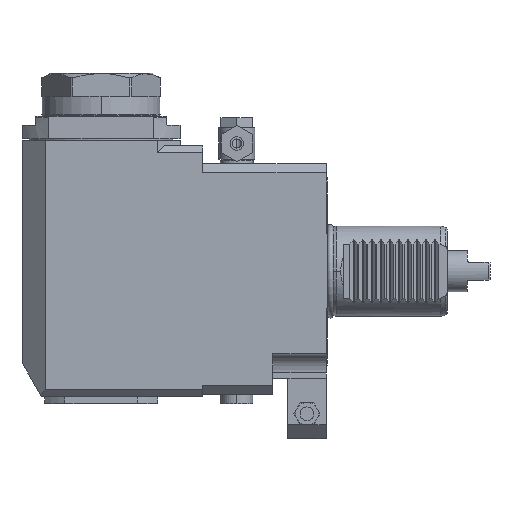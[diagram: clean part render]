
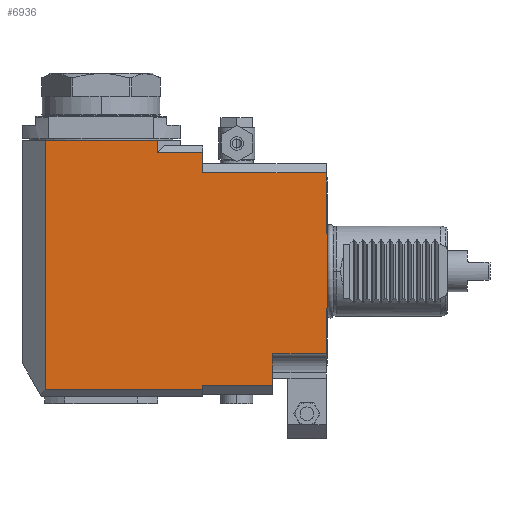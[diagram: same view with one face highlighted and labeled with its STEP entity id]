
A CAD part, front view. The second image highlights one B-rep face of the part: STEP entity #6936.
In plain terms, the highlighted planar face has unit normal (0, -1, 0).
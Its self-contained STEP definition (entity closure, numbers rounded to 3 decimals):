
#1171=DIRECTION('',(1.,0.,0.));
#1172=VECTOR('',#1171,69.812);
#1173=CARTESIAN_POINT('',(-124.812,-38.,-52.5));
#1174=LINE('',#1173,#1172);
#1191=DIRECTION('',(0.,0.,-1.));
#1192=VECTOR('',#1191,110.5);
#1193=CARTESIAN_POINT('',(-124.812,-38.,58.));
#1194=LINE('',#1193,#1192);
#1195=DIRECTION('',(1.,0.,0.));
#1196=VECTOR('',#1195,49.625);
#1197=CARTESIAN_POINT('',(-124.812,-38.,58.));
#1198=LINE('',#1197,#1196);
#1199=DIRECTION('',(-1.,0.,0.));
#1200=VECTOR('',#1199,20.188);
#1201=CARTESIAN_POINT('',(-55.,-38.,52.5));
#1202=LINE('',#1201,#1200);
#1203=DIRECTION('',(1.,0.,0.));
#1204=VECTOR('',#1203,54.5);
#1205=CARTESIAN_POINT('',(-55.,-38.,43.5));
#1206=LINE('',#1205,#1204);
#1207=DIRECTION('',(0.,0.,1.));
#1208=VECTOR('',#1207,26.819);
#1209=CARTESIAN_POINT('',(-0.5,-38.,16.681));
#1210=LINE('',#1209,#1208);
#1211=DIRECTION('',(-1.,0.,0.));
#1212=VECTOR('',#1211,0.5);
#1213=CARTESIAN_POINT('',(0.,-38.,16.681));
#1214=LINE('',#1213,#1212);
#1215=DIRECTION('',(0.,0.,1.));
#1216=VECTOR('',#1215,33.362);
#1217=CARTESIAN_POINT('',(0.,-38.,-16.681));
#1218=LINE('',#1217,#1216);
#1219=DIRECTION('',(-1.,0.,0.));
#1220=VECTOR('',#1219,0.5);
#1221=CARTESIAN_POINT('',(0.,-38.,-16.681));
#1222=LINE('',#1221,#1220);
#1223=DIRECTION('',(0.,0.,1.));
#1224=VECTOR('',#1223,19.819);
#1225=CARTESIAN_POINT('',(-0.5,-38.,-36.5));
#1226=LINE('',#1225,#1224);
#1227=DIRECTION('',(-1.,0.,0.));
#1228=VECTOR('',#1227,23.5);
#1229=CARTESIAN_POINT('',(-0.5,-38.,-36.5));
#1230=LINE('',#1229,#1228);
#1231=DIRECTION('',(0.,0.,1.));
#1232=VECTOR('',#1231,14.);
#1233=CARTESIAN_POINT('',(-24.,-38.,-50.5));
#1234=LINE('',#1233,#1232);
#1235=DIRECTION('',(1.,0.,0.));
#1236=VECTOR('',#1235,31.);
#1237=CARTESIAN_POINT('',(-55.,-38.,-50.5));
#1238=LINE('',#1237,#1236);
#1239=DIRECTION('',(0.,0.,1.));
#1240=VECTOR('',#1239,2.);
#1241=CARTESIAN_POINT('',(-55.,-38.,-52.5));
#1242=LINE('',#1241,#1240);
#1513=DIRECTION('',(0.,0.,1.));
#1514=VECTOR('',#1513,9.);
#1515=CARTESIAN_POINT('',(-55.,-38.,43.5));
#1516=LINE('',#1515,#1514);
#3575=DIRECTION('',(0.,0.,1.));
#3576=VECTOR('',#3575,5.5);
#3577=CARTESIAN_POINT('',(-75.188,-38.,52.5));
#3578=LINE('',#3577,#3576);
#4995=CARTESIAN_POINT('',(0.,-38.,-16.681));
#4996=CARTESIAN_POINT('',(-0.5,-38.,-16.681));
#4997=VERTEX_POINT('',#4995);
#4998=VERTEX_POINT('',#4996);
#4999=CARTESIAN_POINT('',(0.,-38.,16.681));
#5000=CARTESIAN_POINT('',(-0.5,-38.,16.681));
#5001=VERTEX_POINT('',#4999);
#5002=VERTEX_POINT('',#5000);
#5011=CARTESIAN_POINT('',(-0.5,-38.,-36.5));
#5012=VERTEX_POINT('',#5011);
#5027=CARTESIAN_POINT('',(-24.,-38.,-36.5));
#5028=VERTEX_POINT('',#5027);
#5083=CARTESIAN_POINT('',(-124.812,-38.,58.));
#5085=VERTEX_POINT('',#5083);
#5101=CARTESIAN_POINT('',(-124.812,-38.,-52.5));
#5102=VERTEX_POINT('',#5101);
#5117=CARTESIAN_POINT('',(-75.188,-38.,58.));
#5118=VERTEX_POINT('',#5117);
#5131=CARTESIAN_POINT('',(-55.,-38.,52.5));
#5132=VERTEX_POINT('',#5131);
#5133=CARTESIAN_POINT('',(-75.188,-38.,52.5));
#5134=VERTEX_POINT('',#5133);
#5729=CARTESIAN_POINT('',(-24.,-38.,-50.5));
#5731=VERTEX_POINT('',#5729);
#5735=CARTESIAN_POINT('',(-55.,-38.,-50.5));
#5736=VERTEX_POINT('',#5735);
#5754=CARTESIAN_POINT('',(-0.5,-38.,43.5));
#5756=VERTEX_POINT('',#5754);
#5757=CARTESIAN_POINT('',(-55.,-38.,43.5));
#5758=VERTEX_POINT('',#5757);
#5761=CARTESIAN_POINT('',(-55.,-38.,-52.5));
#5762=VERTEX_POINT('',#5761);
#6902=CARTESIAN_POINT('',(-63.5,-38.,-54.5));
#6903=DIRECTION('',(0.,-1.,0.));
#6904=DIRECTION('',(0.,0.,1.));
#6905=AXIS2_PLACEMENT_3D('',#6902,#6903,#6904);
#6906=PLANE('',#6905);
#6907=ORIENTED_EDGE('',*,*,#6890,.F.);
#6909=ORIENTED_EDGE('',*,*,#6908,.F.);
#6911=ORIENTED_EDGE('',*,*,#6910,.T.);
#6913=ORIENTED_EDGE('',*,*,#6912,.F.);
#6915=ORIENTED_EDGE('',*,*,#6914,.F.);
#6917=ORIENTED_EDGE('',*,*,#6916,.F.);
#6919=ORIENTED_EDGE('',*,*,#6918,.T.);
#6921=ORIENTED_EDGE('',*,*,#6920,.F.);
#6923=ORIENTED_EDGE('',*,*,#6922,.F.);
#6925=ORIENTED_EDGE('',*,*,#6924,.F.);
#6927=ORIENTED_EDGE('',*,*,#6926,.T.);
#6928=ORIENTED_EDGE('',*,*,#6290,.F.);
#6930=ORIENTED_EDGE('',*,*,#6929,.T.);
#6931=ORIENTED_EDGE('',*,*,#6702,.F.);
#6932=ORIENTED_EDGE('',*,*,#6735,.F.);
#6933=ORIENTED_EDGE('',*,*,#6873,.F.);
#6934=EDGE_LOOP('',(#6907,#6909,#6911,#6913,#6915,#6917,#6919,#6921,#6923,#6925,
#6927,#6928,#6930,#6931,#6932,#6933));
#6935=FACE_OUTER_BOUND('',#6934,.F.);
#6936=ADVANCED_FACE('',(#6935),#6906,.T.);
#6290=EDGE_CURVE('',#5012,#4998,#1226,.T.);
#6702=EDGE_CURVE('',#5731,#5028,#1234,.T.);
#6735=EDGE_CURVE('',#5736,#5731,#1238,.T.);
#6873=EDGE_CURVE('',#5762,#5736,#1242,.T.);
#6890=EDGE_CURVE('',#5102,#5762,#1174,.T.);
#6908=EDGE_CURVE('',#5085,#5102,#1194,.T.);
#6910=EDGE_CURVE('',#5085,#5118,#1198,.T.);
#6912=EDGE_CURVE('',#5134,#5118,#3578,.T.);
#6914=EDGE_CURVE('',#5132,#5134,#1202,.T.);
#6916=EDGE_CURVE('',#5758,#5132,#1516,.T.);
#6918=EDGE_CURVE('',#5758,#5756,#1206,.T.);
#6920=EDGE_CURVE('',#5002,#5756,#1210,.T.);
#6922=EDGE_CURVE('',#5001,#5002,#1214,.T.);
#6924=EDGE_CURVE('',#4997,#5001,#1218,.T.);
#6926=EDGE_CURVE('',#4997,#4998,#1222,.T.);
#6929=EDGE_CURVE('',#5012,#5028,#1230,.T.);
